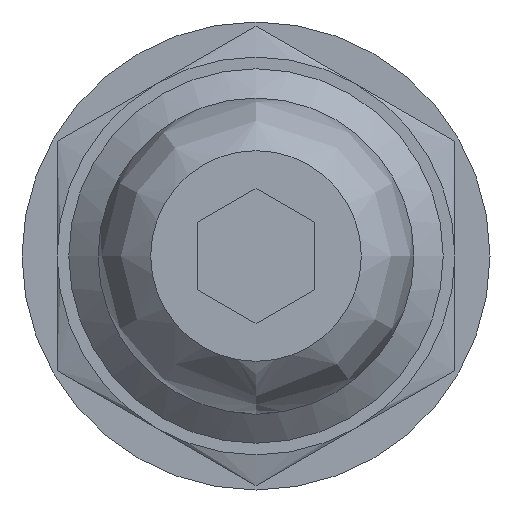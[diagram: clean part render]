
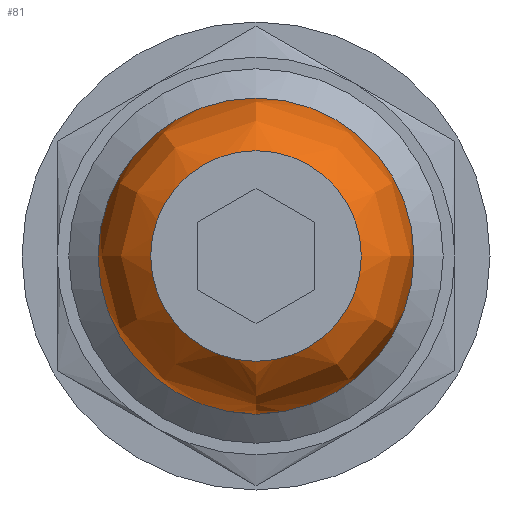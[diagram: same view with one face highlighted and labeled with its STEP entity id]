
A CAD part, front view. The second image highlights one B-rep face of the part: STEP entity #81.
In plain terms, the highlighted free-form (B-spline) face has degree [3, 3] with [4, 7] control points.
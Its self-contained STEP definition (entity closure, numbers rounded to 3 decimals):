
#81 = ADVANCED_FACE( '', ( #192, #193 ), #194, .T. );
#192 = FACE_OUTER_BOUND( '', #337, .T. );
#193 = FACE_OUTER_BOUND( '', #338, .T. );
#194 = ( BOUNDED_SURFACE(  )B_SPLINE_SURFACE( 3, 3, ( ( #341, #342, #343, #344, #345, #346, #347 ), ( #348, #349, #350, #351, #352, #353, #354 ), ( #355, #356, #357, #358, #359, #360, #361 ), ( #362, #363, #364, #365, #366, #367, #368 ) ), .UNSPECIFIED., .F., .T., .F. )B_SPLINE_SURFACE_WITH_KNOTS( ( 4, 4 ), ( 4, 3, 4 ), ( 0., 6.283 ), ( -0.099, 0.512, 1.123 ), .UNSPECIFIED. )GEOMETRIC_REPRESENTATION_ITEM(  )RATIONAL_B_SPLINE_SURFACE( ( ( 1., 0.333, 0.333, 1., 0.333, 0.333, 1. ), ( 0.879, 0.293, 0.293, 0.879, 0.293, 0.293, 0.879 ), ( 0.879, 0.293, 0.293, 0.879, 0.293, 0.293, 0.879 ), ( 1., 0.333, 0.333, 1., 0.333, 0.333, 1. ) ) )REPRESENTATION_ITEM( '' )SURFACE(  ) );
#337 = EDGE_LOOP( '', ( #541 ) );
#338 = EDGE_LOOP( '', ( #542 ) );
#341 = CARTESIAN_POINT( '', ( 0., -15., -4.5 ) );
#342 = CARTESIAN_POINT( '', ( 9., -15., -4.5 ) );
#343 = CARTESIAN_POINT( '', ( 9., -15., 4.5 ) );
#344 = CARTESIAN_POINT( '', ( 0., -15., 4.5 ) );
#345 = CARTESIAN_POINT( '', ( -9., -15., 4.5 ) );
#346 = CARTESIAN_POINT( '', ( -9., -15., -4.5 ) );
#347 = CARTESIAN_POINT( '', ( 0., -15., -4.5 ) );
#348 = CARTESIAN_POINT( '', ( 0., -14.247, -6.068 ) );
#349 = CARTESIAN_POINT( '', ( 12.137, -14.247, -6.068 ) );
#350 = CARTESIAN_POINT( '', ( 12.137, -14.247, 6.068 ) );
#351 = CARTESIAN_POINT( '', ( 0., -14.247, 6.068 ) );
#352 = CARTESIAN_POINT( '', ( -12.137, -14.247, 6.068 ) );
#353 = CARTESIAN_POINT( '', ( -12.137, -14.247, -6.068 ) );
#354 = CARTESIAN_POINT( '', ( 0., -14.247, -6.068 ) );
#355 = CARTESIAN_POINT( '', ( 0., -12.731, -6.921 ) );
#356 = CARTESIAN_POINT( '', ( 13.842, -12.731, -6.921 ) );
#357 = CARTESIAN_POINT( '', ( 13.842, -12.731, 6.921 ) );
#358 = CARTESIAN_POINT( '', ( 0., -12.731, 6.921 ) );
#359 = CARTESIAN_POINT( '', ( -13.842, -12.731, 6.921 ) );
#360 = CARTESIAN_POINT( '', ( -13.842, -12.731, -6.921 ) );
#361 = CARTESIAN_POINT( '', ( 0., -12.731, -6.921 ) );
#362 = CARTESIAN_POINT( '', ( 0., -11., -6.75 ) );
#363 = CARTESIAN_POINT( '', ( 13.5, -11., -6.75 ) );
#364 = CARTESIAN_POINT( '', ( 13.5, -11., 6.75 ) );
#365 = CARTESIAN_POINT( '', ( 0., -11., 6.75 ) );
#366 = CARTESIAN_POINT( '', ( -13.5, -11., 6.75 ) );
#367 = CARTESIAN_POINT( '', ( -13.5, -11., -6.75 ) );
#368 = CARTESIAN_POINT( '', ( 0., -11., -6.75 ) );
#541 = ORIENTED_EDGE( '', *, *, #810, .T. );
#542 = ORIENTED_EDGE( '', *, *, #824, .F. );
#810 = EDGE_CURVE( '', #940, #940, #941, .T. );
#824 = EDGE_CURVE( '', #963, #963, #964, .T. );
#940 = VERTEX_POINT( '', #1133 );
#941 = CIRCLE( '', #1134, 6.75 );
#963 = VERTEX_POINT( '', #1169 );
#964 = CIRCLE( '', #1170, 4.5 );
#1133 = CARTESIAN_POINT( '', ( 0., -11., -6.75 ) );
#1134 = AXIS2_PLACEMENT_3D( '', #1354, #1355, #1356 );
#1169 = CARTESIAN_POINT( '', ( 0., -15., -4.5 ) );
#1170 = AXIS2_PLACEMENT_3D( '', #1370, #1371, #1372 );
#1354 = CARTESIAN_POINT( '', ( 0., -11., 0. ) );
#1355 = DIRECTION( '', ( 0., -1., 0. ) );
#1356 = DIRECTION( '', ( 0., 0., -1. ) );
#1370 = CARTESIAN_POINT( '', ( 0., -15., 0. ) );
#1371 = DIRECTION( '', ( 0., -1., 0. ) );
#1372 = DIRECTION( '', ( 0., 0., -1. ) );
